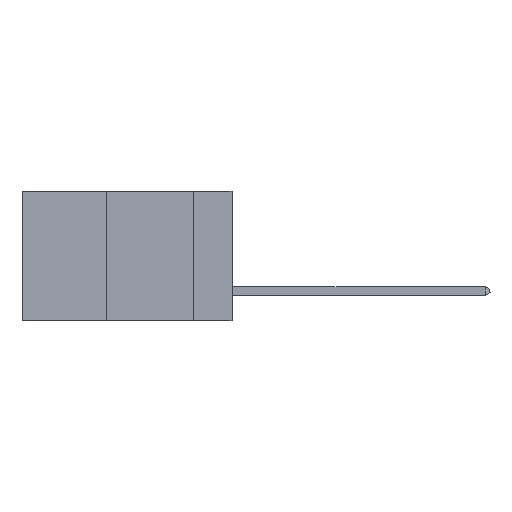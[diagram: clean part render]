
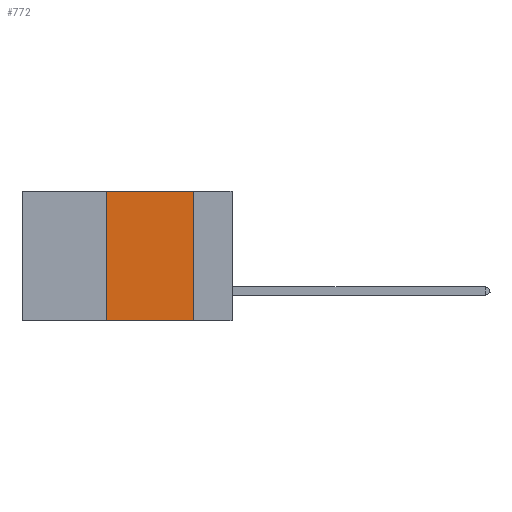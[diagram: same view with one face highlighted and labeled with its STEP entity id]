
A CAD part, left-side view. The second image highlights one B-rep face of the part: STEP entity #772.
In plain terms, the highlighted planar face has unit normal (-1, 0, 0).
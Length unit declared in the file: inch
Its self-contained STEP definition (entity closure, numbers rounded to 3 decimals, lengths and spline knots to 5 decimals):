
#41 = CARTESIAN_POINT ( 'NONE',  ( 0., 0.11, 0. ) ) ;
#342 = VERTEX_POINT ( 'NONE', #15385 ) ;
#421 = VECTOR ( 'NONE', #11579, 39.37008 ) ;
#660 = EDGE_CURVE ( 'NONE', #5082, #342, #10160, .T. ) ;
#772 = ADVANCED_FACE ( 'NONE', ( #11456 ), #12319, .F. ) ;
#1285 = DIRECTION ( 'NONE',  ( 0., 0., -1. ) ) ;
#1634 = LINE ( 'NONE', #2982, #10084 ) ;
#2721 = ORIENTED_EDGE ( 'NONE', *, *, #2882, .T. ) ;
#2882 = EDGE_CURVE ( 'NONE', #9308, #342, #1634, .T. ) ;
#2982 = CARTESIAN_POINT ( 'NONE',  ( 0., 0.6, -0.37 ) ) ;
#3102 = EDGE_CURVE ( 'NONE', #9308, #9351, #6328, .T. ) ;
#5082 = VERTEX_POINT ( 'NONE', #41 ) ;
#5545 = DIRECTION ( 'NONE',  ( 0., -1., 0. ) ) ;
#5771 = VECTOR ( 'NONE', #8265, 39.37008 ) ;
#6328 = LINE ( 'NONE', #9381, #5771 ) ;
#6361 = AXIS2_PLACEMENT_3D ( 'NONE', #13515, #6428, #14578 ) ;
#6428 = DIRECTION ( 'NONE',  ( 1., 0., 0. ) ) ;
#6544 = ORIENTED_EDGE ( 'NONE', *, *, #12118, .F. ) ;
#7055 = ORIENTED_EDGE ( 'NONE', *, *, #3102, .F. ) ;
#7150 = ORIENTED_EDGE ( 'NONE', *, *, #660, .F. ) ;
#7432 = CARTESIAN_POINT ( 'NONE',  ( 0., 0.11, 0. ) ) ;
#8265 = DIRECTION ( 'NONE',  ( 0., 0., 1. ) ) ;
#9308 = VERTEX_POINT ( 'NONE', #14303 ) ;
#9351 = VERTEX_POINT ( 'NONE', #12060 ) ;
#9381 = CARTESIAN_POINT ( 'NONE',  ( 0., 0.36, 0. ) ) ;
#10084 = VECTOR ( 'NONE', #5545, 39.37008 ) ;
#10160 = LINE ( 'NONE', #7432, #12545 ) ;
#11456 = FACE_OUTER_BOUND ( 'NONE', #12970, .T. ) ;
#11579 = DIRECTION ( 'NONE',  ( 0., -1., 0. ) ) ;
#12060 = CARTESIAN_POINT ( 'NONE',  ( 0., 0.36, 0. ) ) ;
#12118 = EDGE_CURVE ( 'NONE', #9351, #5082, #12906, .T. ) ;
#12319 = PLANE ( 'NONE',  #6361 ) ;
#12545 = VECTOR ( 'NONE', #1285, 39.37008 ) ;
#12741 = CARTESIAN_POINT ( 'NONE',  ( 0., 0.6, 0. ) ) ;
#12906 = LINE ( 'NONE', #12741, #421 ) ;
#12970 = EDGE_LOOP ( 'NONE', ( #7150, #6544, #7055, #2721 ) ) ;
#13515 = CARTESIAN_POINT ( 'NONE',  ( 0., 0.6, 0. ) ) ;
#14303 = CARTESIAN_POINT ( 'NONE',  ( 0., 0.36, -0.37 ) ) ;
#14578 = DIRECTION ( 'NONE',  ( 0., 0., -1. ) ) ;
#15385 = CARTESIAN_POINT ( 'NONE',  ( 0., 0.11, -0.37 ) ) ;
